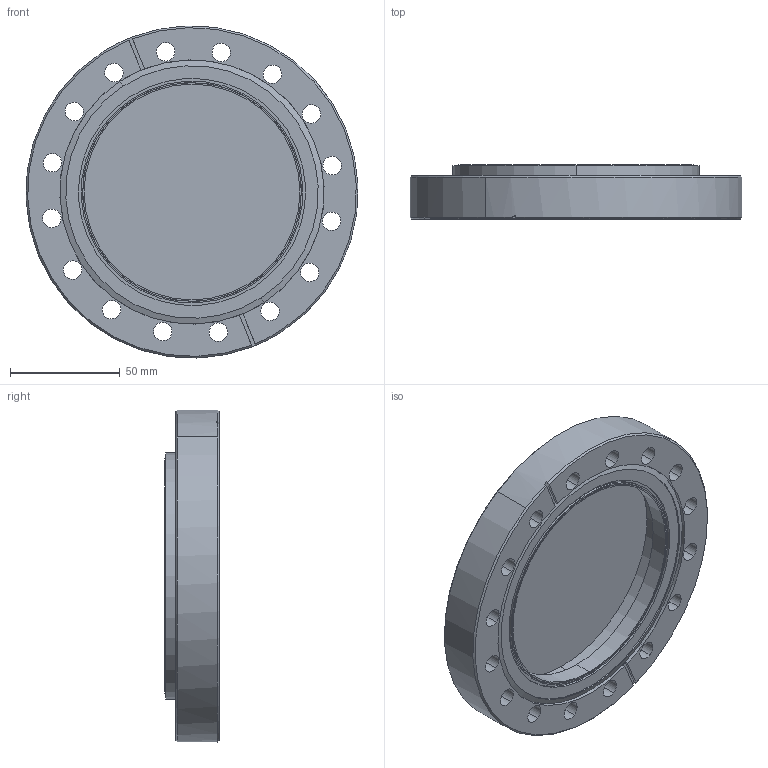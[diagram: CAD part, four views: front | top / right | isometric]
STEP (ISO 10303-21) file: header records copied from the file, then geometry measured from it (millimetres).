
FILE_DESCRIPTION (( 'STEP AP203' ), '1' );
FILE_NAME ('A12282-1-CF.STEP', '2013-10-08T15:56:19', ( '' ), ( '' ), 'SwSTEP 2.0', 'SolidWorks 2012', '' );
FILE_SCHEMA (( 'CONFIG_CONTROL_DESIGN' ));
Length unit declared in the file: inch
Products named in the file (5): A12252-3; A11162; A7580-5; A0646-33; A12282-1-CF
Assembly tree (4 placements, depth 3):
  A12282-1-CF
    A12252-3
      A11162
      A0646-33
    A7580-5
Bounding box: 151.5 x 24.79 x 151.59 mm (x, y, z)
Volume: 219435.2 mm3; surface area: 83492.1 mm2
Topology: 3 solids, 3 shells, 97 faces, 236 edges, 151 vertices
Faces by surface type: cylinder 58, plane 20, cone 15, torus 4
Entity records: 3516 total; most frequent: DIRECTION 587, CARTESIAN_POINT 504, ORIENTED_EDGE 472, AXIS2_PLACEMENT_3D 250, EDGE_CURVE 236, VERTEX_POINT 151, CIRCLE 145, EDGE_LOOP 139
